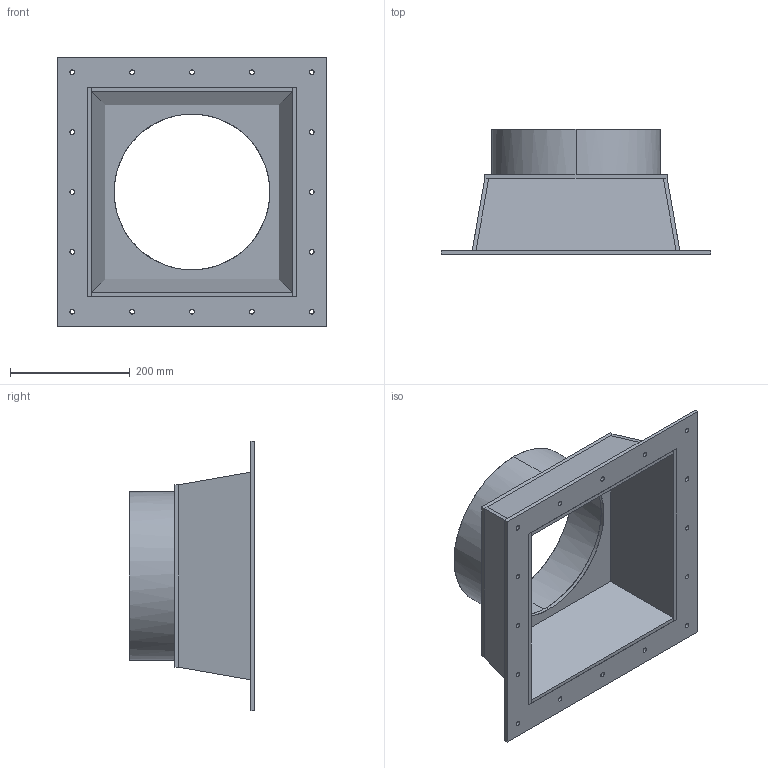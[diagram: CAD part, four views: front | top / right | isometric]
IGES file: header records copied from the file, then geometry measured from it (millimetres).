
Start section: SolidWorks IGES file using NURBS representation for surfaces
Global section: file name: PVCTR10.IGS; native system: SolidWorks 2022; preprocessor: SolidWorks 2022; author: Cullen; date: 230502.120327; units: inch
Bounding box: 450.85 x 209.55 x 450.85 mm (x, y, z)
Surface area: 763093.2 mm2 (no closed solid volume)
Topology: 0 solids, 0 shells, 78 faces, 1408 edges, 1604 vertices
Faces by surface type: bspline 78
